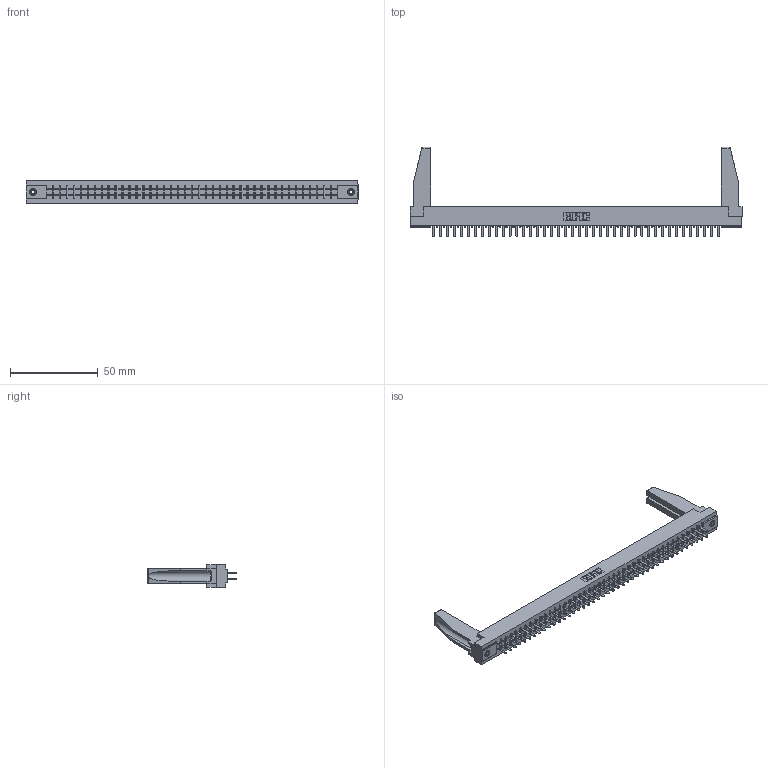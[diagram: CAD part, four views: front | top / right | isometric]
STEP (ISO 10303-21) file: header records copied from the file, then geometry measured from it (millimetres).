
FILE_DESCRIPTION (( 'STEP AP203' ), '1' );
FILE_NAME ('355-084-520-578.STEP', '2019-09-13T15:55:35', ( '' ), ( '' ), 'SwSTEP 2.0', 'SolidWorks 2016', '' );
FILE_SCHEMA (( 'CONFIG_CONTROL_DESIGN' ));
Length unit declared in the file: inch
Products named in the file (5): 305-290-001_520; 355-084-520-578; 305 Part_.156 Dia; 345-250-001_345-250-001-102; 307-220-078
Assembly tree (89 placements, depth 2):
  355-084-520-578
    305 Part_.156 Dia
    305-290-001_520  x84
    345-250-001_345-250-001-102  x2
    307-220-078  x2
Bounding box: 189.43 x 51.13 x 12.7 mm (x, y, z)
Volume: 23168.6 mm3; surface area: 29215 mm2
Topology: 89 solids, 89 shells, 4110 faces, 11692 edges, 7560 vertices
Faces by surface type: plane 2420, cylinder 1506, sphere 168, cone 12, torus 4
Entity records: 47794 total; most frequent: CARTESIAN_POINT 7914, ORIENTED_EDGE 7814, DIRECTION 7613, EDGE_CURVE 3907, LINE 3159, VECTOR 3159, VERTEX_POINT 2486, AXIS2_PLACEMENT_3D 2227
